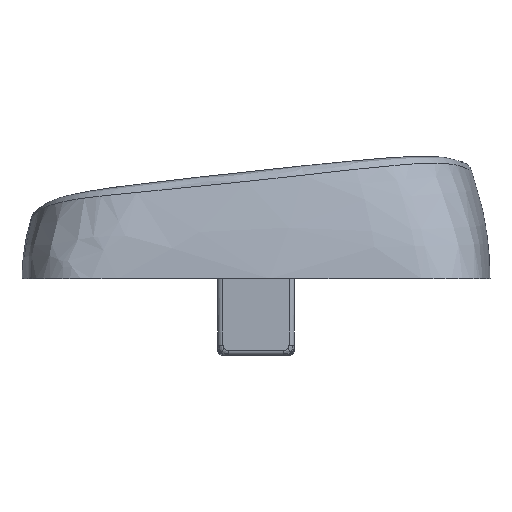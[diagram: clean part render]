
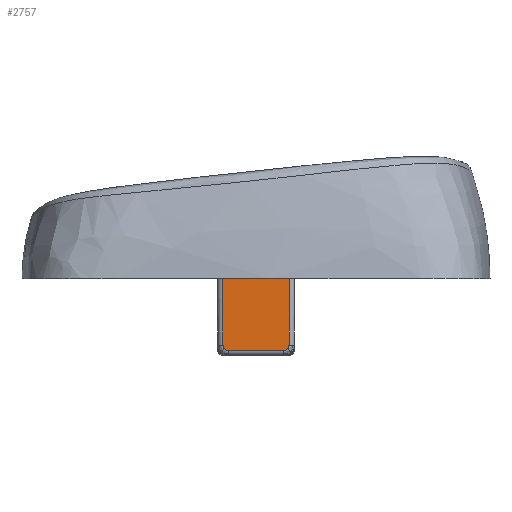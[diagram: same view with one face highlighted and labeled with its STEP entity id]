
A CAD part, left-side view. The second image highlights one B-rep face of the part: STEP entity #2757.
In plain terms, the highlighted planar face has unit normal (-1, 0, -0.009).
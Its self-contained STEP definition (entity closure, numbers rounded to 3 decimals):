
#23=PLANE('',#3006);
#68=LINE('',#8015,#116);
#70=LINE('',#8018,#118);
#72=LINE('',#8021,#120);
#77=LINE('',#8028,#125);
#116=VECTOR('',#3487,10.);
#118=VECTOR('',#3491,10.);
#120=VECTOR('',#3495,10.);
#125=VECTOR('',#3504,10.);
#275=FACE_OUTER_BOUND('',#414,.T.);
#414=EDGE_LOOP('',(#2205,#2206,#2207,#2208,#2209,#2210,#2211,#2212,#2213,
#2214,#2215,#2216));
#465=CIRCLE('',#2819,0.231);
#468=CIRCLE('',#2822,0.231);
#475=CIRCLE('',#2829,0.201);
#478=CIRCLE('',#2832,0.201);
#499=CIRCLE('',#2853,0.231);
#501=CIRCLE('',#2855,0.201);
#504=CIRCLE('',#2858,0.201);
#610=CIRCLE('',#2981,0.231);
#881=VERTEX_POINT('',#4370);
#882=VERTEX_POINT('',#4377);
#884=VERTEX_POINT('',#4423);
#893=VERTEX_POINT('',#4608);
#894=VERTEX_POINT('',#4615);
#896=VERTEX_POINT('',#4661);
#921=VERTEX_POINT('',#5176);
#922=VERTEX_POINT('',#5183);
#925=VERTEX_POINT('',#5230);
#926=VERTEX_POINT('',#5237);
#928=VERTEX_POINT('',#5283);
#1040=VERTEX_POINT('',#7756);
#1217=EDGE_CURVE('',#881,#882,#465,.T.);
#1221=EDGE_CURVE('',#884,#881,#468,.T.);
#1233=EDGE_CURVE('',#893,#894,#475,.T.);
#1237=EDGE_CURVE('',#896,#893,#478,.T.);
#1271=EDGE_CURVE('',#921,#922,#499,.T.);
#1275=EDGE_CURVE('',#925,#926,#501,.T.);
#1279=EDGE_CURVE('',#928,#925,#504,.T.);
#1460=EDGE_CURVE('',#1040,#921,#610,.T.);
#1487=EDGE_CURVE('',#894,#884,#68,.T.);
#1489=EDGE_CURVE('',#882,#1040,#70,.T.);
#1491=EDGE_CURVE('',#926,#896,#72,.T.);
#1496=EDGE_CURVE('',#922,#928,#77,.T.);
#2205=ORIENTED_EDGE('',*,*,#1221,.F.);
#2206=ORIENTED_EDGE('',*,*,#1487,.F.);
#2207=ORIENTED_EDGE('',*,*,#1233,.F.);
#2208=ORIENTED_EDGE('',*,*,#1237,.F.);
#2209=ORIENTED_EDGE('',*,*,#1491,.F.);
#2210=ORIENTED_EDGE('',*,*,#1275,.F.);
#2211=ORIENTED_EDGE('',*,*,#1279,.F.);
#2212=ORIENTED_EDGE('',*,*,#1496,.F.);
#2213=ORIENTED_EDGE('',*,*,#1271,.F.);
#2214=ORIENTED_EDGE('',*,*,#1460,.F.);
#2215=ORIENTED_EDGE('',*,*,#1489,.F.);
#2216=ORIENTED_EDGE('',*,*,#1217,.F.);
#2757=ADVANCED_FACE('',(#275),#23,.T.);
#2819=AXIS2_PLACEMENT_3D('',#4378,#3083,#3084);
#2822=AXIS2_PLACEMENT_3D('',#4425,#3089,#3090);
#2829=AXIS2_PLACEMENT_3D('',#4616,#3103,#3104);
#2832=AXIS2_PLACEMENT_3D('',#4663,#3109,#3110);
#2853=AXIS2_PLACEMENT_3D('',#5184,#3151,#3152);
#2855=AXIS2_PLACEMENT_3D('',#5238,#3155,#3156);
#2858=AXIS2_PLACEMENT_3D('',#5285,#3161,#3162);
#2981=AXIS2_PLACEMENT_3D('',#7758,#3431,#3432);
#3006=AXIS2_PLACEMENT_3D('',#8029,#3505,#3506);
#3083=DIRECTION('center_axis',(1.,0.,0.009));
#3084=DIRECTION('ref_axis',(-0.006,0.71,0.704));
#3089=DIRECTION('center_axis',(1.,0.,0.009));
#3090=DIRECTION('ref_axis',(-0.006,0.71,0.704));
#3103=DIRECTION('center_axis',(1.,0.,0.009));
#3104=DIRECTION('ref_axis',(0.006,0.704,-0.71));
#3109=DIRECTION('center_axis',(1.,0.,0.009));
#3110=DIRECTION('ref_axis',(0.006,0.704,-0.71));
#3151=DIRECTION('center_axis',(1.,0.,0.009));
#3152=DIRECTION('ref_axis',(-0.006,-0.71,0.704));
#3155=DIRECTION('center_axis',(1.,0.,0.009));
#3156=DIRECTION('ref_axis',(0.006,-0.704,-0.71));
#3161=DIRECTION('center_axis',(1.,0.,0.009));
#3162=DIRECTION('ref_axis',(0.006,-0.704,-0.71));
#3431=DIRECTION('center_axis',(1.,0.,0.009));
#3432=DIRECTION('ref_axis',(-0.006,-0.71,0.704));
#3487=DIRECTION('',(-0.009,0.009,1.));
#3491=DIRECTION('',(0.,-1.,0.));
#3495=DIRECTION('',(0.,1.,0.));
#3504=DIRECTION('',(0.009,0.009,-1.));
#3505=DIRECTION('center_axis',(-1.,0.,
-0.009));
#3506=DIRECTION('ref_axis',(0.,1.,0.));
#4370=CARTESIAN_POINT('',(-3.447,1.229,-0.316));
#4377=CARTESIAN_POINT('',(-3.448,1.065,-0.248));
#4378=CARTESIAN_POINT('Origin',(-3.446,1.065,-0.478));
#4423=CARTESIAN_POINT('',(-3.446,1.296,-0.48));
#4425=CARTESIAN_POINT('Origin',(-3.446,1.065,-0.478));
#4608=CARTESIAN_POINT('',(-3.419,1.211,-3.543));
#4615=CARTESIAN_POINT('',(-3.42,1.27,-3.402));
#4616=CARTESIAN_POINT('Origin',(-3.42,1.069,-3.401));
#4661=CARTESIAN_POINT('',(-3.419,1.069,-3.602));
#4663=CARTESIAN_POINT('Origin',(-3.42,1.069,-3.401));
#5176=CARTESIAN_POINT('',(-3.447,-1.229,-0.316));
#5183=CARTESIAN_POINT('',(-3.446,-1.296,-0.48));
#5184=CARTESIAN_POINT('Origin',(-3.446,-1.065,-0.478));
#5230=CARTESIAN_POINT('',(-3.419,-1.211,-3.543));
#5237=CARTESIAN_POINT('',(-3.419,-1.069,-3.602));
#5238=CARTESIAN_POINT('Origin',(-3.42,-1.069,-3.401));
#5283=CARTESIAN_POINT('',(-3.42,-1.27,-3.402));
#5285=CARTESIAN_POINT('Origin',(-3.42,-1.069,-3.401));
#7756=CARTESIAN_POINT('',(-3.448,-1.065,-0.248));
#7758=CARTESIAN_POINT('Origin',(-3.446,-1.065,-0.478));
#8015=CARTESIAN_POINT('',(-3.45,1.3,-0.003));
#8018=CARTESIAN_POINT('',(-3.448,0.75,-0.248));
#8021=CARTESIAN_POINT('',(-3.419,0.75,-3.602));
#8028=CARTESIAN_POINT('',(-3.45,-1.3,-0.011));
#8029=CARTESIAN_POINT('Origin',(-3.45,1.5,0.));
